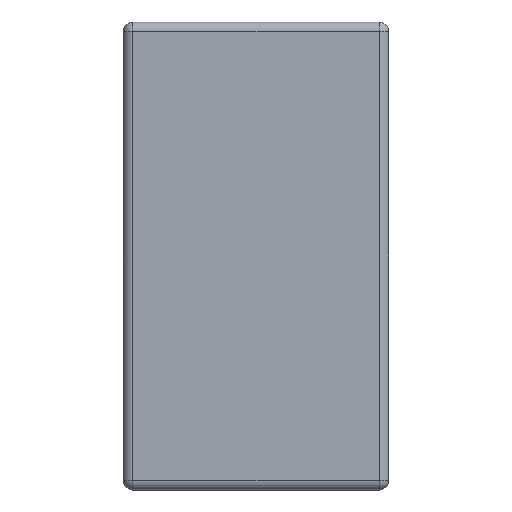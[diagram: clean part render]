
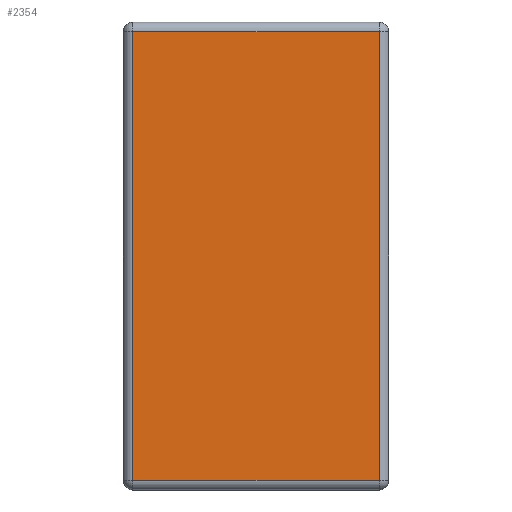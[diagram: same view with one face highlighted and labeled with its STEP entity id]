
A CAD part, left-side view. The second image highlights one B-rep face of the part: STEP entity #2354.
In plain terms, the highlighted planar face has unit normal (-1, 0, 0).
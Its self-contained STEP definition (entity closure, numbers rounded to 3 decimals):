
#50 = DIRECTION ( 'NONE',  ( 0., 0., 1. ) ) ;
#211 = ORIENTED_EDGE ( 'NONE', *, *, #2389, .T. ) ;
#236 = CARTESIAN_POINT ( 'NONE',  ( 0., 0.848, -1.518 ) ) ;
#297 = VERTEX_POINT ( 'NONE', #236 ) ;
#625 = CARTESIAN_POINT ( 'NONE',  ( 0., 0.88, -0.032 ) ) ;
#777 = DIRECTION ( 'NONE',  ( 0., 0., -1. ) ) ;
#970 = CARTESIAN_POINT ( 'NONE',  ( 0., 0., -1.518 ) ) ;
#983 = AXIS2_PLACEMENT_3D ( 'NONE', #4307, #1463, #50 ) ;
#1040 = EDGE_CURVE ( 'NONE', #2791, #3214, #4578, .T. ) ;
#1221 = VECTOR ( 'NONE', #2745, 1000. ) ;
#1463 = DIRECTION ( 'NONE',  ( -1., 0., 0. ) ) ;
#1879 = LINE ( 'NONE', #4332, #4594 ) ;
#1960 = LINE ( 'NONE', #2363, #3332 ) ;
#2354 = ADVANCED_FACE ( 'NONE', ( #3586 ), #2814, .T. ) ;
#2363 = CARTESIAN_POINT ( 'NONE',  ( 0., 0.032, 0. ) ) ;
#2389 = EDGE_CURVE ( 'NONE', #3214, #297, #1879, .T. ) ;
#2409 = EDGE_LOOP ( 'NONE', ( #4146, #3975, #3415, #211 ) ) ;
#2745 = DIRECTION ( 'NONE',  ( 0., -1., 0. ) ) ;
#2758 = CARTESIAN_POINT ( 'NONE',  ( 0., 0.032, -0.032 ) ) ;
#2791 = VERTEX_POINT ( 'NONE', #2758 ) ;
#2814 = PLANE ( 'NONE',  #983 ) ;
#2875 = VECTOR ( 'NONE', #3190, 1000. ) ;
#2963 = CARTESIAN_POINT ( 'NONE',  ( 0., 0.032, -1.518 ) ) ;
#3190 = DIRECTION ( 'NONE',  ( 0., 1., 0. ) ) ;
#3214 = VERTEX_POINT ( 'NONE', #3259 ) ;
#3259 = CARTESIAN_POINT ( 'NONE',  ( 0., 0.848, -0.032 ) ) ;
#3312 = VERTEX_POINT ( 'NONE', #2963 ) ;
#3332 = VECTOR ( 'NONE', #3339, 1000. ) ;
#3339 = DIRECTION ( 'NONE',  ( 0., 0., 1. ) ) ;
#3378 = EDGE_CURVE ( 'NONE', #297, #3312, #3952, .T. ) ;
#3415 = ORIENTED_EDGE ( 'NONE', *, *, #1040, .T. ) ;
#3586 = FACE_OUTER_BOUND ( 'NONE', #2409, .T. ) ;
#3952 = LINE ( 'NONE', #970, #1221 ) ;
#3975 = ORIENTED_EDGE ( 'NONE', *, *, #4518, .T. ) ;
#4146 = ORIENTED_EDGE ( 'NONE', *, *, #3378, .T. ) ;
#4307 = CARTESIAN_POINT ( 'NONE',  ( 0., 0., 0. ) ) ;
#4332 = CARTESIAN_POINT ( 'NONE',  ( 0., 0.848, -1.55 ) ) ;
#4518 = EDGE_CURVE ( 'NONE', #3312, #2791, #1960, .T. ) ;
#4578 = LINE ( 'NONE', #625, #2875 ) ;
#4594 = VECTOR ( 'NONE', #777, 1000. ) ;
